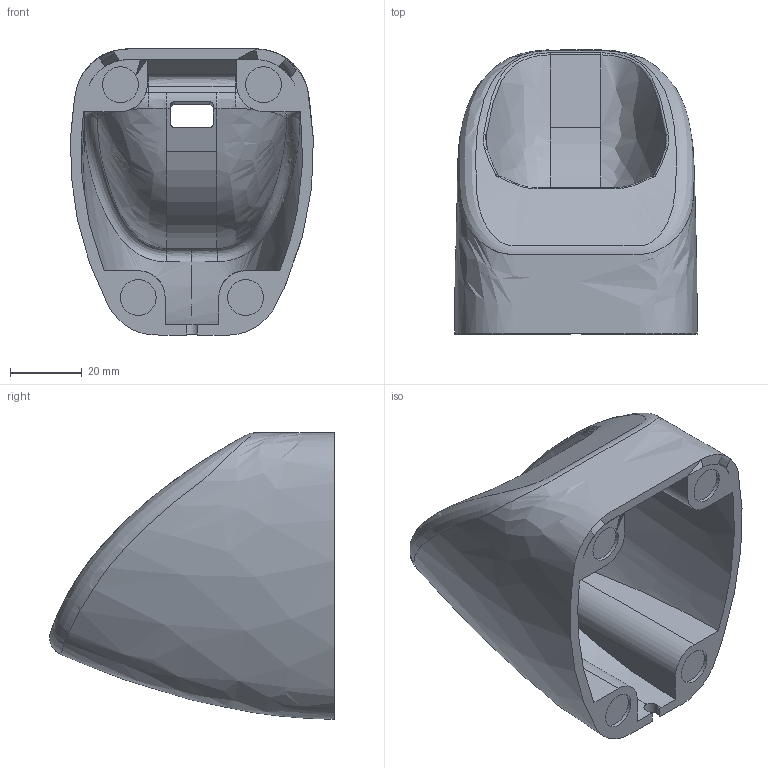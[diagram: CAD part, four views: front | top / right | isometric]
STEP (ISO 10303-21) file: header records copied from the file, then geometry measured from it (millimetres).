
FILE_DESCRIPTION(/* description */ (''),/* implementation_level */ '2;1');
FILE_NAME(/* name */ 'Omote Dock USB-C.step',/* time_stamp */ '2024-04-14T12:18:39+02:00',/* author */ (''),/* organization */ (''),/* preprocessor_version */ 'ST-DEVELOPER v20',/* originating_system */ 'Autodesk Translation Framework v12.20.1.177',/* authorisation */ '');
FILE_SCHEMA (('AUTOMOTIVE_DESIGN { 1 0 10303 214 3 1 1 }'));
Length unit declared in the file: millimetre
Products named in the file (1): Charging Dock
Bounding box: 67.83 x 79.55 x 80 mm (x, y, z)
Volume: 83955.8 mm3; surface area: 40701.7 mm2
Topology: 1 solids, 1 shells, 114 faces, 312 edges, 200 vertices
Faces by surface type: bspline 60, cylinder 25, plane 23, torus 6
Full cylindrical faces by diameter (mm): 10 x4
Entity records: 17052 total; most frequent: CARTESIAN_POINT 14599, ORIENTED_EDGE 622, DIRECTION 322, EDGE_CURVE 311, VERTEX_POINT 200, B_SPLINE_CURVE_WITH_KNOTS 173, AXIS2_PLACEMENT_3D 129, EDGE_LOOP 119
